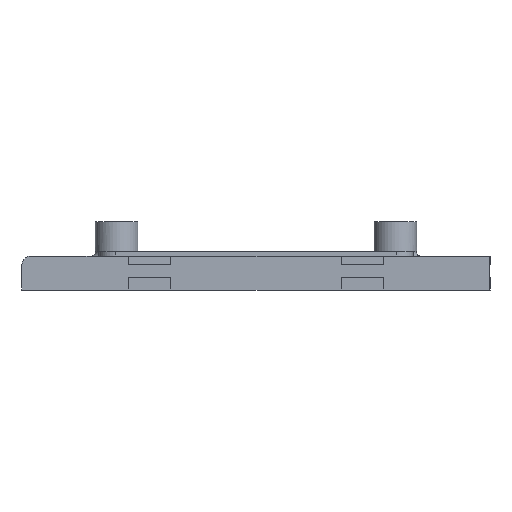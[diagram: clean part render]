
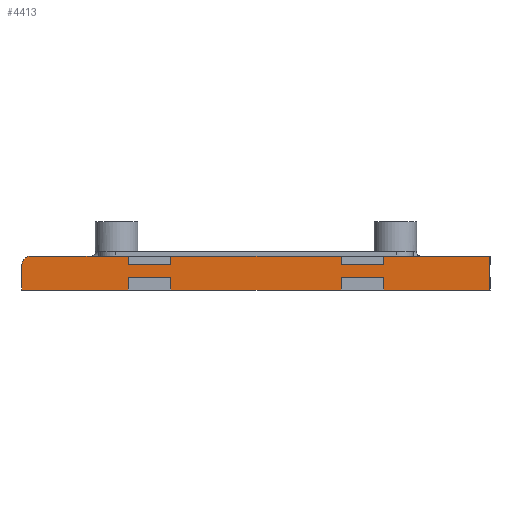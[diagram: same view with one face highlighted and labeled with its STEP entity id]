
A CAD part, left-side view. The second image highlights one B-rep face of the part: STEP entity #4413.
In plain terms, the highlighted planar face has unit normal (-1, 0, 0).
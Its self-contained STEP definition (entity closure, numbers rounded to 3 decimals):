
#150=LINE('',#5678,#595);
#154=LINE('',#5686,#599);
#158=LINE('',#5694,#603);
#468=LINE('',#7872,#913);
#472=LINE('',#7879,#917);
#473=LINE('',#7881,#918);
#501=LINE('',#7947,#946);
#505=LINE('',#7954,#950);
#506=LINE('',#7956,#951);
#516=LINE('',#7975,#961);
#528=LINE('',#7996,#973);
#529=LINE('',#7998,#974);
#530=LINE('',#8000,#975);
#531=LINE('',#8001,#976);
#532=LINE('',#8003,#977);
#533=LINE('',#8005,#978);
#534=LINE('',#8006,#979);
#535=LINE('',#8010,#980);
#536=LINE('',#8011,#981);
#537=LINE('',#8012,#982);
#595=VECTOR('',#4733,10.);
#599=VECTOR('',#4737,10.);
#603=VECTOR('',#4741,10.);
#913=VECTOR('',#5335,10.);
#917=VECTOR('',#5341,10.);
#918=VECTOR('',#5344,10.);
#946=VECTOR('',#5398,10.);
#950=VECTOR('',#5404,10.);
#951=VECTOR('',#5407,10.);
#961=VECTOR('',#5421,10.);
#973=VECTOR('',#5439,10.);
#974=VECTOR('',#5440,10.);
#975=VECTOR('',#5441,10.);
#976=VECTOR('',#5442,10.);
#977=VECTOR('',#5443,10.);
#978=VECTOR('',#5444,10.);
#979=VECTOR('',#5445,10.);
#980=VECTOR('',#5448,10.);
#981=VECTOR('',#5449,10.);
#982=VECTOR('',#5450,10.);
#1134=PLANE('',#4640);
#1361=FACE_OUTER_BOUND('',#1616,.T.);
#1616=EDGE_LOOP('',(#4024,#4025,#4026,#4027,#4028,#4029,#4030,#4031,#4032,
#4033,#4034,#4035,#4036,#4037,#4038,#4039,#4040,#4041,#4042,#4043,#4044));
#1704=CIRCLE('',#4641,2.);
#1883=VERTEX_POINT('',#5675);
#1884=VERTEX_POINT('',#5677);
#1887=VERTEX_POINT('',#5683);
#1888=VERTEX_POINT('',#5685);
#1891=VERTEX_POINT('',#5691);
#1892=VERTEX_POINT('',#5693);
#2213=VERTEX_POINT('',#7869);
#2214=VERTEX_POINT('',#7871);
#2215=VERTEX_POINT('',#7875);
#2216=VERTEX_POINT('',#7877);
#2240=VERTEX_POINT('',#7944);
#2241=VERTEX_POINT('',#7946);
#2242=VERTEX_POINT('',#7950);
#2243=VERTEX_POINT('',#7952);
#2250=VERTEX_POINT('',#7974);
#2257=VERTEX_POINT('',#7997);
#2258=VERTEX_POINT('',#7999);
#2259=VERTEX_POINT('',#8002);
#2260=VERTEX_POINT('',#8004);
#2261=VERTEX_POINT('',#8007);
#2262=VERTEX_POINT('',#8009);
#2313=EDGE_CURVE('',#1883,#1884,#150,.T.);
#2317=EDGE_CURVE('',#1887,#1888,#154,.T.);
#2321=EDGE_CURVE('',#1891,#1892,#158,.T.);
#2804=EDGE_CURVE('',#2214,#2213,#468,.T.);
#2808=EDGE_CURVE('',#2215,#2216,#472,.T.);
#2809=EDGE_CURVE('',#2216,#2214,#473,.T.);
#2840=EDGE_CURVE('',#2241,#2240,#501,.T.);
#2844=EDGE_CURVE('',#2242,#2243,#505,.T.);
#2845=EDGE_CURVE('',#2243,#2241,#506,.T.);
#2856=EDGE_CURVE('',#2250,#1892,#516,.T.);
#2869=EDGE_CURVE('',#2213,#2250,#528,.T.);
#2870=EDGE_CURVE('',#1891,#2257,#529,.T.);
#2871=EDGE_CURVE('',#2257,#2258,#530,.T.);
#2872=EDGE_CURVE('',#2258,#1888,#531,.T.);
#2873=EDGE_CURVE('',#1887,#2259,#532,.T.);
#2874=EDGE_CURVE('',#2259,#2260,#533,.T.);
#2875=EDGE_CURVE('',#2260,#1884,#534,.T.);
#2876=EDGE_CURVE('',#2261,#1883,#1704,.T.);
#2877=EDGE_CURVE('',#2262,#2261,#535,.T.);
#2878=EDGE_CURVE('',#2262,#2242,#536,.T.);
#2879=EDGE_CURVE('',#2240,#2215,#537,.T.);
#4024=ORIENTED_EDGE('',*,*,#2808,.T.);
#4025=ORIENTED_EDGE('',*,*,#2809,.T.);
#4026=ORIENTED_EDGE('',*,*,#2804,.T.);
#4027=ORIENTED_EDGE('',*,*,#2869,.T.);
#4028=ORIENTED_EDGE('',*,*,#2856,.T.);
#4029=ORIENTED_EDGE('',*,*,#2321,.F.);
#4030=ORIENTED_EDGE('',*,*,#2870,.T.);
#4031=ORIENTED_EDGE('',*,*,#2871,.T.);
#4032=ORIENTED_EDGE('',*,*,#2872,.T.);
#4033=ORIENTED_EDGE('',*,*,#2317,.F.);
#4034=ORIENTED_EDGE('',*,*,#2873,.T.);
#4035=ORIENTED_EDGE('',*,*,#2874,.T.);
#4036=ORIENTED_EDGE('',*,*,#2875,.T.);
#4037=ORIENTED_EDGE('',*,*,#2313,.F.);
#4038=ORIENTED_EDGE('',*,*,#2876,.F.);
#4039=ORIENTED_EDGE('',*,*,#2877,.F.);
#4040=ORIENTED_EDGE('',*,*,#2878,.T.);
#4041=ORIENTED_EDGE('',*,*,#2844,.T.);
#4042=ORIENTED_EDGE('',*,*,#2845,.T.);
#4043=ORIENTED_EDGE('',*,*,#2840,.T.);
#4044=ORIENTED_EDGE('',*,*,#2879,.T.);
#4413=ADVANCED_FACE('',(#1361),#1134,.T.);
#4640=AXIS2_PLACEMENT_3D('',#7995,#5437,#5438);
#4641=AXIS2_PLACEMENT_3D('',#8008,#5446,#5447);
#4733=DIRECTION('',(0.,-1.,0.));
#4737=DIRECTION('',(0.,-1.,0.));
#4741=DIRECTION('',(0.,-1.,0.));
#5335=DIRECTION('',(0.,0.,-1.));
#5341=DIRECTION('',(0.,0.,1.));
#5344=DIRECTION('',(0.,-1.,0.));
#5398=DIRECTION('',(0.,0.,-1.));
#5404=DIRECTION('',(0.,0.,1.));
#5407=DIRECTION('',(0.,-1.,0.));
#5421=DIRECTION('',(0.,0.,1.));
#5437=DIRECTION('center_axis',(-1.,0.,0.));
#5438=DIRECTION('ref_axis',(0.,-1.,0.));
#5439=DIRECTION('',(0.,-1.,0.));
#5440=DIRECTION('',(0.,0.,-1.));
#5441=DIRECTION('',(0.,1.,0.));
#5442=DIRECTION('',(0.,0.,1.));
#5443=DIRECTION('',(0.,0.,-1.));
#5444=DIRECTION('',(0.,1.,0.));
#5445=DIRECTION('',(0.,0.,1.));
#5446=DIRECTION('center_axis',(1.,0.,0.));
#5447=DIRECTION('ref_axis',(0.,0.707,0.707));
#5448=DIRECTION('',(0.,0.,1.));
#5449=DIRECTION('',(0.,-1.,0.));
#5450=DIRECTION('',(0.,-1.,0.));
#5675=CARTESIAN_POINT('',(-65.,53.,8.));
#5677=CARTESIAN_POINT('',(-65.,30.,8.));
#5678=CARTESIAN_POINT('',(-65.,55.,8.));
#5683=CARTESIAN_POINT('',(-65.,20.,8.));
#5685=CARTESIAN_POINT('',(-65.,-20.,8.));
#5686=CARTESIAN_POINT('',(-65.,55.,8.));
#5691=CARTESIAN_POINT('',(-65.,-30.,8.));
#5693=CARTESIAN_POINT('',(-65.,-55.,8.));
#5694=CARTESIAN_POINT('',(-65.,55.,8.));
#7869=CARTESIAN_POINT('',(-65.,-30.,0.));
#7871=CARTESIAN_POINT('',(-65.,-30.,3.));
#7872=CARTESIAN_POINT('',(-65.,-30.,0.));
#7875=CARTESIAN_POINT('',(-65.,-20.,0.));
#7877=CARTESIAN_POINT('',(-65.,-20.,3.));
#7879=CARTESIAN_POINT('',(-65.,-20.,0.));
#7881=CARTESIAN_POINT('',(-65.,15.,3.));
#7944=CARTESIAN_POINT('',(-65.,20.,0.));
#7946=CARTESIAN_POINT('',(-65.,20.,3.));
#7947=CARTESIAN_POINT('',(-65.,20.,0.));
#7950=CARTESIAN_POINT('',(-65.,30.,0.));
#7952=CARTESIAN_POINT('',(-65.,30.,3.));
#7954=CARTESIAN_POINT('',(-65.,30.,0.));
#7956=CARTESIAN_POINT('',(-65.,40.,3.));
#7974=CARTESIAN_POINT('',(-65.,-55.,0.));
#7975=CARTESIAN_POINT('',(-65.,-55.,0.));
#7995=CARTESIAN_POINT('Origin',(-65.,55.,0.));
#7996=CARTESIAN_POINT('',(-65.,55.,0.));
#7997=CARTESIAN_POINT('',(-65.,-30.,6.));
#7998=CARTESIAN_POINT('',(-65.,-30.,4.));
#7999=CARTESIAN_POINT('',(-65.,-20.,6.));
#8000=CARTESIAN_POINT('',(-65.,15.,6.));
#8001=CARTESIAN_POINT('',(-65.,-20.,4.));
#8002=CARTESIAN_POINT('',(-65.,20.,6.));
#8003=CARTESIAN_POINT('',(-65.,20.,4.));
#8004=CARTESIAN_POINT('',(-65.,30.,6.));
#8005=CARTESIAN_POINT('',(-65.,40.,6.));
#8006=CARTESIAN_POINT('',(-65.,30.,4.));
#8007=CARTESIAN_POINT('',(-65.,55.,6.));
#8008=CARTESIAN_POINT('Origin',(-65.,53.,6.));
#8009=CARTESIAN_POINT('',(-65.,55.,0.));
#8010=CARTESIAN_POINT('',(-65.,55.,0.));
#8011=CARTESIAN_POINT('',(-65.,55.,0.));
#8012=CARTESIAN_POINT('',(-65.,55.,0.));
